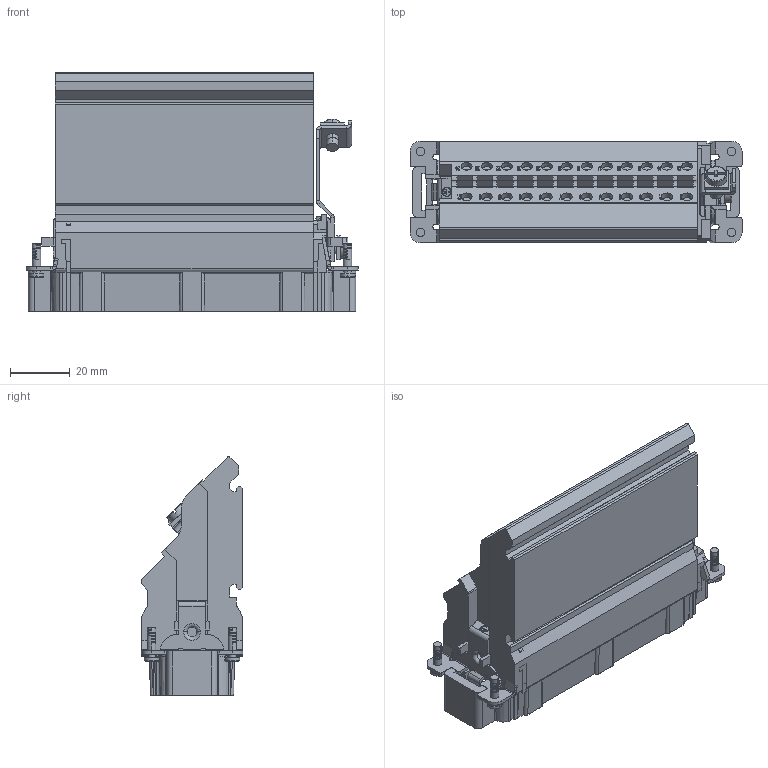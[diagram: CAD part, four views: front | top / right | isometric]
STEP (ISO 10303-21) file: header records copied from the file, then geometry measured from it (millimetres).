
FILE_DESCRIPTION((''),'2;1');
FILE_NAME('2','2017-09-08T',('tl.yang'),(''),'PRO/ENGINEER BY PARAMETRIC TECHNOLOGY CORPORATION, 2011500','PRO/ENGINEER BY PARAMETRIC TECHNOLOGY CORPORATION, 2011500','');
FILE_SCHEMA(('CONFIG_CONTROL_DESIGN'));
Products named in the file (1): 2
Bounding box: 111 x 34 x 79.82 mm (x, y, z)
Volume: 147029.9 mm3; surface area: 42340.1 mm2
Topology: 1 solids, 25 shells, 3986 faces, 11376 edges, 7597 vertices
Faces by surface type: plane 3165, cylinder 522, cone 168, bspline 66, sphere 56, torus 9
Entity records: 132516 total; most frequent: CARTESIAN_POINT 28165, ORIENTED_EDGE 22640, DIRECTION 20083, EDGE_CURVE 11320, VECTOR 9483, LINE 9483, VERTEX_POINT 7597, AXIS2_PLACEMENT_3D 5300
